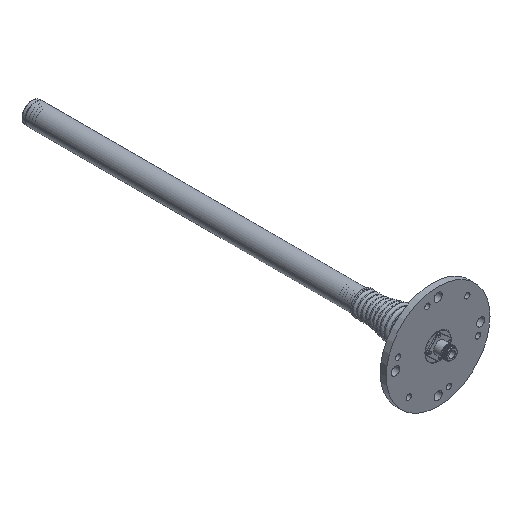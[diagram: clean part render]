
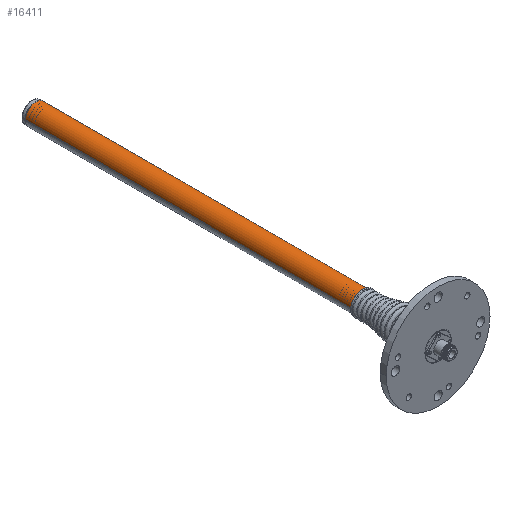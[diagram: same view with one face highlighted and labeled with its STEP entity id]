
A CAD part, isometric view. The second image highlights one B-rep face of the part: STEP entity #16411.
In plain terms, the highlighted cylindrical face has radius 14 mm (diameter 28 mm), a partial arc.
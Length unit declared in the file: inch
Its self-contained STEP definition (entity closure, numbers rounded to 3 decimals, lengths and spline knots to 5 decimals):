
#113 = CARTESIAN_POINT ( 'NONE',  ( 0., 0., -21.24016 ) ) ;
#714 = DIRECTION ( 'NONE',  ( 1., 0., 0. ) ) ;
#1622 = CARTESIAN_POINT ( 'NONE',  ( 0.55118, 0., -21.24016 ) ) ;
#2396 = VERTEX_POINT ( 'NONE', #9524 ) ;
#2707 = EDGE_CURVE ( 'NONE', #25023, #2396, #22557, .T. ) ;
#4668 = CIRCLE ( 'NONE', #23895, 0.55118 ) ;
#4905 = CARTESIAN_POINT ( 'NONE',  ( 0., 0., -4.01575 ) ) ;
#6968 = CARTESIAN_POINT ( 'NONE',  ( 0., 0., -4.01575 ) ) ;
#7565 = DIRECTION ( 'NONE',  ( 0., 0., -1. ) ) ;
#8235 = CARTESIAN_POINT ( 'NONE',  ( 0.55118, 0., -4.01575 ) ) ;
#9524 = CARTESIAN_POINT ( 'NONE',  ( -0.55118, 0., -21.24016 ) ) ;
#9952 = AXIS2_PLACEMENT_3D ( 'NONE', #6968, #22108, #10899 ) ;
#10899 = DIRECTION ( 'NONE',  ( -1., 0., 0. ) ) ;
#13328 = DIRECTION ( 'NONE',  ( 0., 0., -1. ) ) ;
#15010 = VECTOR ( 'NONE', #23093, 39.37008 ) ;
#15119 = EDGE_LOOP ( 'NONE', ( #24679, #21490, #20982, #21970 ) ) ;
#16290 = CARTESIAN_POINT ( 'NONE',  ( -0.55118, 0., -4.01575 ) ) ;
#16293 = EDGE_CURVE ( 'NONE', #2396, #27421, #21140, .T. ) ;
#16411 = ADVANCED_FACE ( 'NONE', ( #17356 ), #21829, .T. ) ;
#16528 = DIRECTION ( 'NONE',  ( 0., 0., -1. ) ) ;
#17356 = FACE_OUTER_BOUND ( 'NONE', #15119, .T. ) ;
#18755 = DIRECTION ( 'NONE',  ( 1., 0., 0. ) ) ;
#20466 = CARTESIAN_POINT ( 'NONE',  ( -0.55118, 0., -4.01575 ) ) ;
#20982 = ORIENTED_EDGE ( 'NONE', *, *, #16293, .F. ) ;
#21140 = CIRCLE ( 'NONE', #23823, 0.55118 ) ;
#21490 = ORIENTED_EDGE ( 'NONE', *, *, #23006, .T. ) ;
#21829 = CYLINDRICAL_SURFACE ( 'NONE', #9952, 0.55118 ) ;
#21970 = ORIENTED_EDGE ( 'NONE', *, *, #2707, .F. ) ;
#22108 = DIRECTION ( 'NONE',  ( 0., 0., -1. ) ) ;
#22557 = LINE ( 'NONE', #20466, #25153 ) ;
#22811 = CARTESIAN_POINT ( 'NONE',  ( 0.55118, 0., -4.01575 ) ) ;
#23006 = EDGE_CURVE ( 'NONE', #25182, #27421, #27277, .T. ) ;
#23093 = DIRECTION ( 'NONE',  ( 0., 0., -1. ) ) ;
#23823 = AXIS2_PLACEMENT_3D ( 'NONE', #113, #16528, #18755 ) ;
#23895 = AXIS2_PLACEMENT_3D ( 'NONE', #4905, #13328, #714 ) ;
#24679 = ORIENTED_EDGE ( 'NONE', *, *, #26709, .T. ) ;
#25023 = VERTEX_POINT ( 'NONE', #16290 ) ;
#25153 = VECTOR ( 'NONE', #7565, 39.37008 ) ;
#25182 = VERTEX_POINT ( 'NONE', #22811 ) ;
#26709 = EDGE_CURVE ( 'NONE', #25023, #25182, #4668, .T. ) ;
#27277 = LINE ( 'NONE', #8235, #15010 ) ;
#27421 = VERTEX_POINT ( 'NONE', #1622 ) ;
